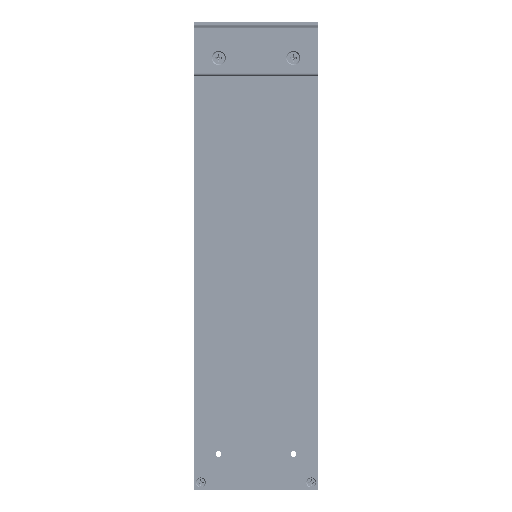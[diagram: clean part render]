
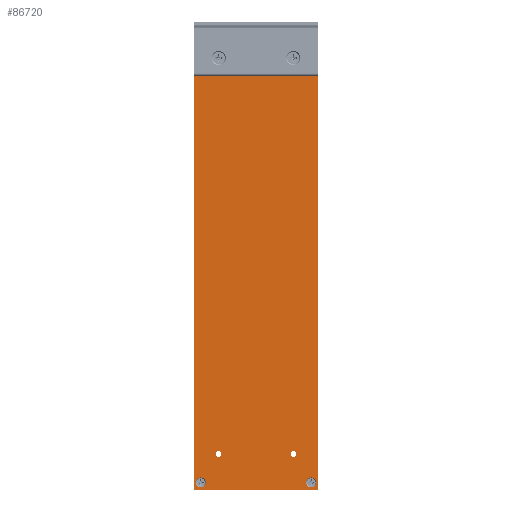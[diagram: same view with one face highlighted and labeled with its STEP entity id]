
A CAD part, front view. The second image highlights one B-rep face of the part: STEP entity #86720.
In plain terms, the highlighted planar face has unit normal (0, -1, 0).
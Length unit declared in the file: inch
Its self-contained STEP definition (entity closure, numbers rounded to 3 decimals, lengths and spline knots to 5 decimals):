
#400 = EDGE_LOOP ( 'NONE', ( #50463 ) ) ;
#1393 = DIRECTION ( 'NONE',  ( 0., 1., 0. ) ) ;
#1856 = CARTESIAN_POINT ( 'NONE',  ( -2.77727, -0.31353, 13. ) ) ;
#2679 = FACE_OUTER_BOUND ( 'NONE', #110219, .T. ) ;
#3036 = CARTESIAN_POINT ( 'NONE',  ( -2.57893, -0.31353, 12.79 ) ) ;
#4261 = DIRECTION ( 'NONE',  ( 0., 1., 0. ) ) ;
#5449 = EDGE_CURVE ( 'NONE', #89438, #89438, #110146, .T. ) ;
#5643 = AXIS2_PLACEMENT_3D ( 'NONE', #125490, #1393, #40277 ) ;
#5664 = DIRECTION ( 'NONE',  ( 1., 0., 0. ) ) ;
#5712 = VERTEX_POINT ( 'NONE', #114781 ) ;
#6450 = DIRECTION ( 'NONE',  ( -1., 0., 0. ) ) ;
#7296 = EDGE_LOOP ( 'NONE', ( #13870 ) ) ;
#9384 = VERTEX_POINT ( 'NONE', #76834 ) ;
#10187 = FACE_BOUND ( 'NONE', #37528, .T. ) ;
#10652 = CIRCLE ( 'NONE', #128293, 0.1378 ) ;
#13208 = DIRECTION ( 'NONE',  ( 0., 1., 0. ) ) ;
#13457 = CARTESIAN_POINT ( 'NONE',  ( -0.007, -0.31353, 12. ) ) ;
#13863 = ORIENTED_EDGE ( 'NONE', *, *, #102590, .T. ) ;
#13870 = ORIENTED_EDGE ( 'NONE', *, *, #70690, .T. ) ;
#14973 = ORIENTED_EDGE ( 'NONE', *, *, #43573, .T. ) ;
#15346 = ORIENTED_EDGE ( 'NONE', *, *, #90067, .T. ) ;
#17220 = EDGE_LOOP ( 'NONE', ( #45594 ) ) ;
#18195 = DIRECTION ( 'NONE',  ( 0., 1., 0. ) ) ;
#19228 = EDGE_CURVE ( 'NONE', #116597, #116597, #28544, .T. ) ;
#19674 = VERTEX_POINT ( 'NONE', #122674 ) ;
#19974 = AXIS2_PLACEMENT_3D ( 'NONE', #13457, #55804, #44884 ) ;
#20341 = VERTEX_POINT ( 'NONE', #1856 ) ;
#20461 = FACE_BOUND ( 'NONE', #44514, .T. ) ;
#21826 = PLANE ( 'NONE',  #74397 ) ;
#22524 = FACE_BOUND ( 'NONE', #32024, .T. ) ;
#25261 = CARTESIAN_POINT ( 'NONE',  ( -0.08499, -0.31353, 12. ) ) ;
#28544 = CIRCLE ( 'NONE', #98165, 0.07799 ) ;
#29992 = DIRECTION ( 'NONE',  ( 0., 0., -1. ) ) ;
#32024 = EDGE_LOOP ( 'NONE', ( #77591 ) ) ;
#34062 = FACE_BOUND ( 'NONE', #7296, .T. ) ;
#35969 = LINE ( 'NONE', #108863, #110159 ) ;
#37528 = EDGE_LOOP ( 'NONE', ( #55914 ) ) ;
#37996 = CARTESIAN_POINT ( 'NONE',  ( 0.49407, -0.31353, 12.79 ) ) ;
#38545 = CARTESIAN_POINT ( 'NONE',  ( -2.07786, -0.31353, 12. ) ) ;
#39886 = DIRECTION ( 'NONE',  ( 0., 1., 0. ) ) ;
#40277 = DIRECTION ( 'NONE',  ( -1., 0., 0. ) ) ;
#41713 = DIRECTION ( 'NONE',  ( 1., 0., 0. ) ) ;
#42981 = DIRECTION ( 'NONE',  ( 1., 0., 0. ) ) ;
#43573 = EDGE_CURVE ( 'NONE', #19674, #19674, #51794, .T. ) ;
#44514 = EDGE_LOOP ( 'NONE', ( #14973 ) ) ;
#44884 = DIRECTION ( 'NONE',  ( -1., 0., 0. ) ) ;
#45143 = CIRCLE ( 'NONE', #84403, 0.1378 ) ;
#45594 = ORIENTED_EDGE ( 'NONE', *, *, #84813, .T. ) ;
#45604 = DIRECTION ( 'NONE',  ( -1., 0., 0. ) ) ;
#45904 = DIRECTION ( 'NONE',  ( 1., 0., 0. ) ) ;
#48592 = CARTESIAN_POINT ( 'NONE',  ( 0.49407, -0.31353, 0.21 ) ) ;
#49935 = LINE ( 'NONE', #134469, #93478 ) ;
#50463 = ORIENTED_EDGE ( 'NONE', *, *, #96134, .T. ) ;
#51794 = CIRCLE ( 'NONE', #69229, 0.07799 ) ;
#52101 = LINE ( 'NONE', #103158, #101786 ) ;
#52525 = FACE_BOUND ( 'NONE', #133256, .T. ) ;
#53230 = DIRECTION ( 'NONE',  ( 0., -1., 0. ) ) ;
#55804 = DIRECTION ( 'NONE',  ( 0., 1., 0. ) ) ;
#55914 = ORIENTED_EDGE ( 'NONE', *, *, #19228, .T. ) ;
#57804 = DIRECTION ( 'NONE',  ( -1., 0., 0. ) ) ;
#57856 = CARTESIAN_POINT ( 'NONE',  ( -0.007, -0.31353, 1. ) ) ;
#58078 = CARTESIAN_POINT ( 'NONE',  ( -2.15585, -0.31353, 1. ) ) ;
#59954 = CARTESIAN_POINT ( 'NONE',  ( -2.77727, -0.31353, 0. ) ) ;
#60216 = EDGE_LOOP ( 'NONE', ( #77716 ) ) ;
#65140 = CIRCLE ( 'NONE', #132713, 0.1378 ) ;
#65238 = DIRECTION ( 'NONE',  ( 0., 1., 0. ) ) ;
#67491 = CIRCLE ( 'NONE', #76303, 0.1378 ) ;
#67894 = VERTEX_POINT ( 'NONE', #84429 ) ;
#68858 = VERTEX_POINT ( 'NONE', #25261 ) ;
#69229 = AXIS2_PLACEMENT_3D ( 'NONE', #38545, #39886, #6450 ) ;
#70211 = LINE ( 'NONE', #59954, #109402 ) ;
#70690 = EDGE_CURVE ( 'NONE', #86150, #86150, #65140, .T. ) ;
#72521 = CIRCLE ( 'NONE', #19974, 0.07799 ) ;
#73512 = CARTESIAN_POINT ( 'NONE',  ( -2.57893, -0.31353, 0.21 ) ) ;
#74397 = AXIS2_PLACEMENT_3D ( 'NONE', #126786, #53230, #42981 ) ;
#76303 = AXIS2_PLACEMENT_3D ( 'NONE', #73512, #65238, #127276 ) ;
#76834 = CARTESIAN_POINT ( 'NONE',  ( -2.77727, -0.31353, 0. ) ) ;
#77591 = ORIENTED_EDGE ( 'NONE', *, *, #5449, .T. ) ;
#77716 = ORIENTED_EDGE ( 'NONE', *, *, #125456, .T. ) ;
#82611 = ORIENTED_EDGE ( 'NONE', *, *, #132997, .T. ) ;
#84403 = AXIS2_PLACEMENT_3D ( 'NONE', #37996, #18195, #91880 ) ;
#84429 = CARTESIAN_POINT ( 'NONE',  ( 0.69241, -0.31353, 13. ) ) ;
#84813 = EDGE_CURVE ( 'NONE', #106500, #106500, #10652, .T. ) ;
#86150 = VERTEX_POINT ( 'NONE', #97010 ) ;
#86720 = ADVANCED_FACE ( 'NONE', ( #122756, #34062, #103579, #113870, #20461, #52525, #22524, #10187, #2679 ), #21826, .T. ) ;
#86833 = VERTEX_POINT ( 'NONE', #107861 ) ;
#88558 = DIRECTION ( 'NONE',  ( 0., 1., 0. ) ) ;
#89281 = ORIENTED_EDGE ( 'NONE', *, *, #131212, .T. ) ;
#89438 = VERTEX_POINT ( 'NONE', #58078 ) ;
#90067 = EDGE_CURVE ( 'NONE', #133380, #67894, #52101, .T. ) ;
#91880 = DIRECTION ( 'NONE',  ( 1., 0., 0. ) ) ;
#93478 = VECTOR ( 'NONE', #41713, 39.37008 ) ;
#96134 = EDGE_CURVE ( 'NONE', #5712, #5712, #67491, .T. ) ;
#97010 = CARTESIAN_POINT ( 'NONE',  ( -2.44113, -0.31353, 12.79 ) ) ;
#98165 = AXIS2_PLACEMENT_3D ( 'NONE', #57856, #88558, #45604 ) ;
#101786 = VECTOR ( 'NONE', #125017, 39.37008 ) ;
#102590 = EDGE_CURVE ( 'NONE', #9384, #133380, #49935, .T. ) ;
#103158 = CARTESIAN_POINT ( 'NONE',  ( 0.69241, -0.31353, 0. ) ) ;
#103579 = FACE_BOUND ( 'NONE', #400, .T. ) ;
#104791 = EDGE_CURVE ( 'NONE', #68858, #68858, #72521, .T. ) ;
#106500 = VERTEX_POINT ( 'NONE', #117438 ) ;
#107861 = CARTESIAN_POINT ( 'NONE',  ( 0.63186, -0.31353, 12.79 ) ) ;
#108863 = CARTESIAN_POINT ( 'NONE',  ( 0.69241, -0.31353, 13. ) ) ;
#109402 = VECTOR ( 'NONE', #29992, 39.37008 ) ;
#110146 = CIRCLE ( 'NONE', #5643, 0.07799 ) ;
#110159 = VECTOR ( 'NONE', #57804, 39.37008 ) ;
#110219 = EDGE_LOOP ( 'NONE', ( #15346, #82611, #89281, #13863 ) ) ;
#113870 = FACE_BOUND ( 'NONE', #17220, .T. ) ;
#114781 = CARTESIAN_POINT ( 'NONE',  ( -2.44113, -0.31353, 0.21 ) ) ;
#116597 = VERTEX_POINT ( 'NONE', #126845 ) ;
#117438 = CARTESIAN_POINT ( 'NONE',  ( 0.63186, -0.31353, 0.21 ) ) ;
#120322 = CARTESIAN_POINT ( 'NONE',  ( 0.69241, -0.31353, 0. ) ) ;
#122674 = CARTESIAN_POINT ( 'NONE',  ( -2.15585, -0.31353, 12. ) ) ;
#122756 = FACE_BOUND ( 'NONE', #60216, .T. ) ;
#123455 = ORIENTED_EDGE ( 'NONE', *, *, #104791, .T. ) ;
#125017 = DIRECTION ( 'NONE',  ( 0., 0., 1. ) ) ;
#125456 = EDGE_CURVE ( 'NONE', #86833, #86833, #45143, .T. ) ;
#125490 = CARTESIAN_POINT ( 'NONE',  ( -2.07786, -0.31353, 1. ) ) ;
#126786 = CARTESIAN_POINT ( 'NONE',  ( 0.69241, -0.31353, 0. ) ) ;
#126845 = CARTESIAN_POINT ( 'NONE',  ( -0.08499, -0.31353, 1. ) ) ;
#127276 = DIRECTION ( 'NONE',  ( 1., 0., 0. ) ) ;
#128293 = AXIS2_PLACEMENT_3D ( 'NONE', #48592, #4261, #45904 ) ;
#131212 = EDGE_CURVE ( 'NONE', #20341, #9384, #70211, .T. ) ;
#132713 = AXIS2_PLACEMENT_3D ( 'NONE', #3036, #13208, #5664 ) ;
#132997 = EDGE_CURVE ( 'NONE', #67894, #20341, #35969, .T. ) ;
#133256 = EDGE_LOOP ( 'NONE', ( #123455 ) ) ;
#133380 = VERTEX_POINT ( 'NONE', #120322 ) ;
#134469 = CARTESIAN_POINT ( 'NONE',  ( 0.69241, -0.31353, 0. ) ) ;
